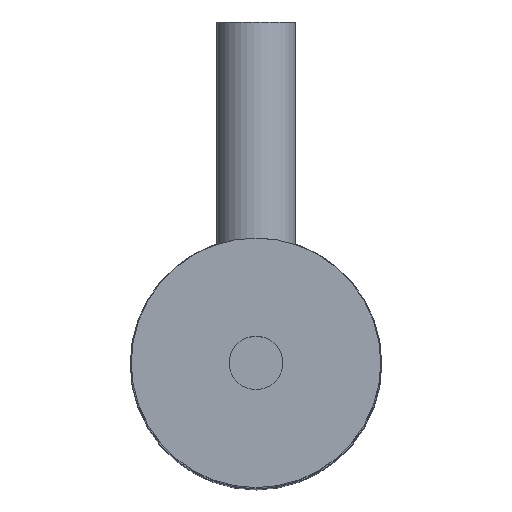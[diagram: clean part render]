
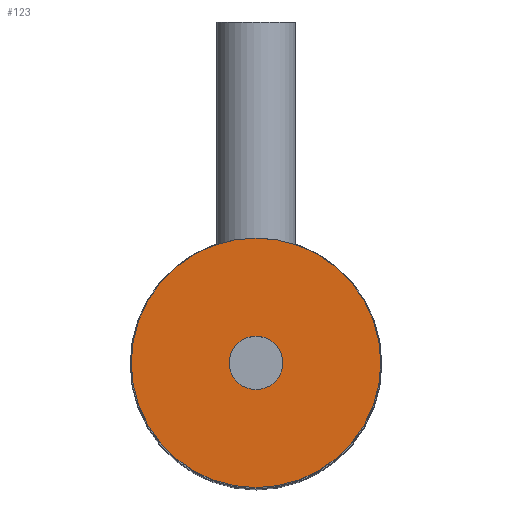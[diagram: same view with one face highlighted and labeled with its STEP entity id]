
A CAD part, top view. The second image highlights one B-rep face of the part: STEP entity #123.
In plain terms, the highlighted planar face has unit normal (0, 0, 1).
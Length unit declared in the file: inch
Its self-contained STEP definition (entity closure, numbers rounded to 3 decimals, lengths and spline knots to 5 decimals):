
#98 = VERTEX_POINT ( 'NONE', #532 ) ;
#101 = VERTEX_POINT ( 'NONE', #527 ) ;
#104 = EDGE_CURVE ( 'NONE', #101, #98, #556, .T. ) ;
#118 = EDGE_CURVE ( 'NONE', #137, #140, #647, .T. ) ;
#119 = ORIENTED_EDGE ( 'NONE', *, *, #139, .T. ) ;
#120 = ORIENTED_EDGE ( 'NONE', *, *, #118, .T. ) ;
#121 = ORIENTED_EDGE ( 'NONE', *, *, #104, .F. ) ;
#122 = EDGE_LOOP ( 'NONE', ( #119, #120 ) ) ;
#123 = ADVANCED_FACE ( 'NONE', ( #642, #641 ), #682, .T. ) ;
#124 = EDGE_LOOP ( 'NONE', ( #125, #121 ) ) ;
#125 = ORIENTED_EDGE ( 'NONE', *, *, #127, .F. ) ;
#127 = EDGE_CURVE ( 'NONE', #98, #101, #677, .T. ) ;
#137 = VERTEX_POINT ( 'NONE', #661 ) ;
#139 = EDGE_CURVE ( 'NONE', #140, #137, #660, .T. ) ;
#140 = VERTEX_POINT ( 'NONE', #717 ) ;
#527 = CARTESIAN_POINT ( 'NONE',  ( -1.05239, -0.50505, 0.72174 ) ) ;
#532 = CARTESIAN_POINT ( 'NONE',  ( -0.94589, -0.50505, 0.72174 ) ) ;
#552 = DIRECTION ( 'NONE',  ( 1., 0., 0. ) ) ;
#553 = DIRECTION ( 'NONE',  ( 0., 0., 1. ) ) ;
#554 = CARTESIAN_POINT ( 'NONE',  ( -0.99914, -0.50505, 0.72174 ) ) ;
#555 = AXIS2_PLACEMENT_3D ( 'NONE', #554, #553, #552 ) ;
#556 = CIRCLE ( 'NONE', #555, 0.05325 ) ;
#641 = FACE_OUTER_BOUND ( 'NONE', #122, .T. ) ;
#642 = FACE_BOUND ( 'NONE', #124, .T. ) ;
#643 = DIRECTION ( 'NONE',  ( 1., 0., 0. ) ) ;
#644 = DIRECTION ( 'NONE',  ( 0., 0., 1. ) ) ;
#645 = CARTESIAN_POINT ( 'NONE',  ( -0.99914, -0.50505, 0.72174 ) ) ;
#646 = AXIS2_PLACEMENT_3D ( 'NONE', #645, #644, #643 ) ;
#647 = CIRCLE ( 'NONE', #646, 0.24803 ) ;
#657 = DIRECTION ( 'NONE',  ( 0., 0., 1. ) ) ;
#658 = CARTESIAN_POINT ( 'NONE',  ( -0.99914, -0.50505, 0.72174 ) ) ;
#659 = AXIS2_PLACEMENT_3D ( 'NONE', #658, #657, #718 ) ;
#660 = CIRCLE ( 'NONE', #659, 0.24803 ) ;
#661 = CARTESIAN_POINT ( 'NONE',  ( -1.24717, -0.50505, 0.72174 ) ) ;
#673 = DIRECTION ( 'NONE',  ( 1., 0., 0. ) ) ;
#674 = DIRECTION ( 'NONE',  ( 0., 0., 1. ) ) ;
#675 = CARTESIAN_POINT ( 'NONE',  ( -0.99914, -0.50505, 0.72174 ) ) ;
#676 = AXIS2_PLACEMENT_3D ( 'NONE', #675, #674, #673 ) ;
#677 = CIRCLE ( 'NONE', #676, 0.05325 ) ;
#678 = DIRECTION ( 'NONE',  ( 1., 0., 0. ) ) ;
#679 = DIRECTION ( 'NONE',  ( 0., 0., 1. ) ) ;
#680 = CARTESIAN_POINT ( 'NONE',  ( -0.99914, -0.50505, 0.72174 ) ) ;
#681 = AXIS2_PLACEMENT_3D ( 'NONE', #680, #679, #678 ) ;
#682 = PLANE ( 'NONE',  #681 ) ;
#717 = CARTESIAN_POINT ( 'NONE',  ( -0.7511, -0.50505, 0.72174 ) ) ;
#718 = DIRECTION ( 'NONE',  ( 1., 0., 0. ) ) ;
